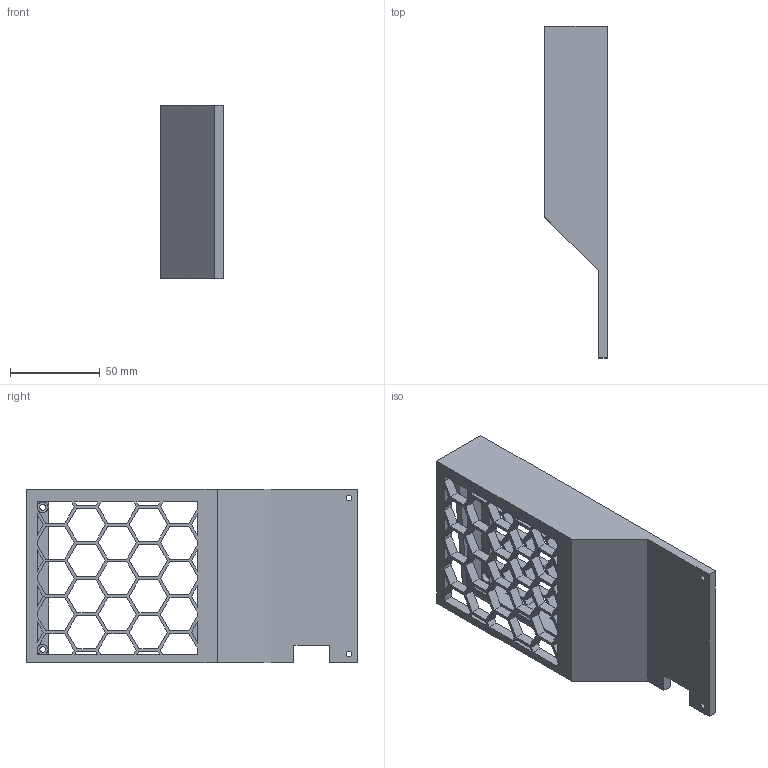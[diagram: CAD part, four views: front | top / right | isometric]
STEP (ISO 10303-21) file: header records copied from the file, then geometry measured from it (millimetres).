
FILE_DESCRIPTION(('HOOPS Exchange Step'),'2;1');
FILE_NAME('Exhaust Cover + 5v PSU.stp','2026-02-13T16:21:02-05:00',('RED'),('Unknown organisation'),'HOOPS Exchange 2025.8','HOOPS Exchange','Unknown authorisation');
FILE_SCHEMA( ('AP203_CONFIGURATION_CONTROLLED_3D_DESIGN_OF_MECHANICAL_PARTS_AND_ASSEMBLIES_MIM_LF') );
Length unit declared in the file: millimetre
Products named in the file (2): 0; root
Assembly tree (1 placements, depth 2):
  root
    0
Bounding box: 35 x 185.01 x 97 mm (x, y, z)
Volume: 169895.7 mm3; surface area: 65841.2 mm2
Topology: 1 solids, 1 shells, 374 faces, 1176 edges, 793 vertices
Faces by surface type: plane 348, bspline 20, cylinder 6
Full cylindrical faces by diameter (mm): 3.2 x4, 6 x2
Entity records: 13280 total; most frequent: CARTESIAN_POINT 2666, ORIENTED_EDGE 2352, DIRECTION 1851, EDGE_CURVE 1176, VECTOR 1095, LINE 1095, VERTEX_POINT 793, EDGE_LOOP 501
